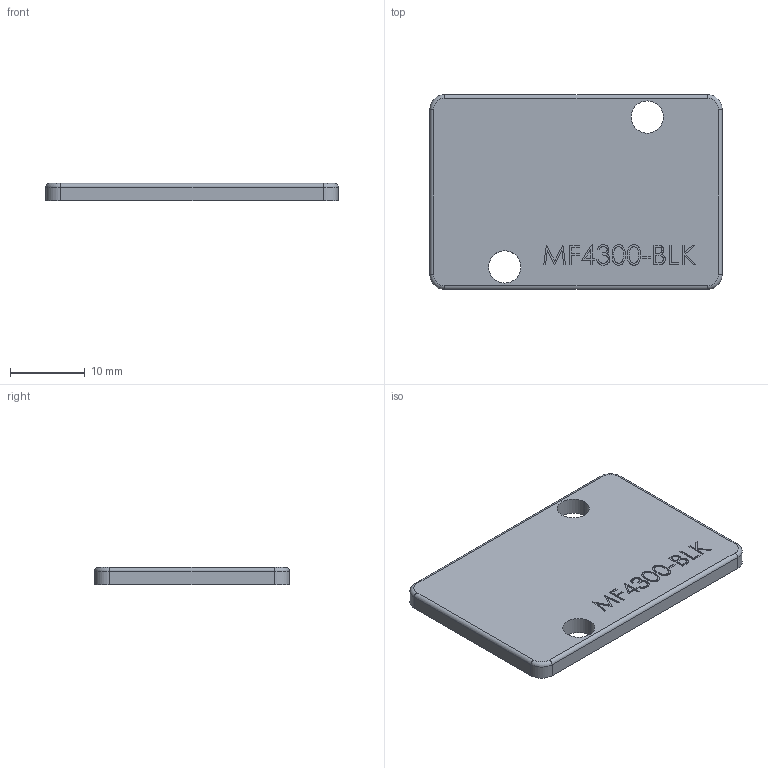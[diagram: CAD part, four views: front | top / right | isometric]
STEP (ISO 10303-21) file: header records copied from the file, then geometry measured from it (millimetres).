
FILE_DESCRIPTION (( 'STEP AP203' ), '1' );
FILE_NAME ('MF4300-BLK 20.04.08.STEP', '2020-04-08T08:59:33', ( 'user' ), ( '' ), 'SwSTEP 2.0', 'SolidWorks 2008', '' );
FILE_SCHEMA (( 'CONFIG_CONTROL_DESIGN' ));
Length unit declared in the file: millimetre
Products named in the file (1): MF4300-BLK 20.04.08
Bounding box: 39 x 26 x 2.3 mm (x, y, z)
Volume: 2249.4 mm3; surface area: 2300.6 mm2
Topology: 1 solids, 1 shells, 147 faces, 382 edges, 252 vertices
Faces by surface type: plane 90, bspline 41, cylinder 12, torus 4
Entity records: 7131 total; most frequent: CARTESIAN_POINT 3695, ORIENTED_EDGE 764, DIRECTION 542, EDGE_CURVE 382, LINE 272, VECTOR 272, VERTEX_POINT 252, EDGE_LOOP 166
